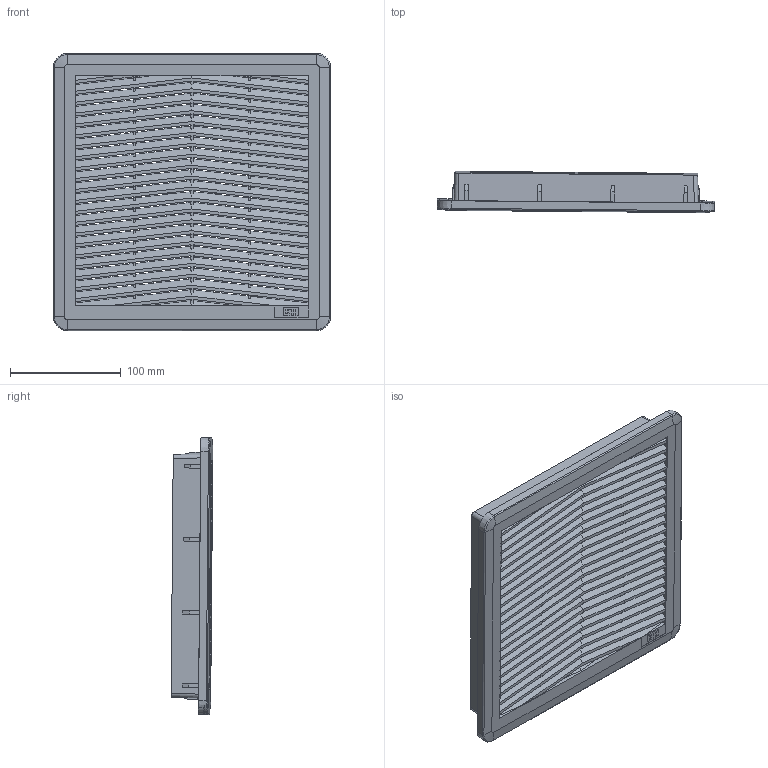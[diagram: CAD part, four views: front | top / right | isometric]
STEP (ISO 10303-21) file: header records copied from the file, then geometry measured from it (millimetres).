
FILE_DESCRIPTION((''),'2;1');
FILE_NAME('ASM0002_ASM','2024-08-23T14:29:28',('klemen.sitar'),('Audax d.o.o.'),'CREO PARAMETRIC BY PTC INC, 2021304','CREO PARAMETRIC BY PTC INC, 2021304','');
FILE_SCHEMA(('AP242_MANAGED_MODEL_BASED_3D_ENGINEERING_MIM_LF { 1 0 10303 442 1 1 4 }'));
Products named in the file (3): 001344033-3DFILE; PRT0006_1_1_1_1_1_1_2; ASM0002_ASM
Assembly tree (2 placements, depth 2):
  ASM0002_ASM
    001344033-3DFILE
    PRT0006_1_1_1_1_1_1_2
Bounding box: 250.11 x 37.67 x 250.15 mm (x, y, z)
Surface area: 286500.9 mm2 (no closed solid volume)
Topology: 0 solids, 8 shells, 936 faces, 3728 edges, 2596 vertices
Faces by surface type: plane 862, cylinder 54, torus 8, cone 8, bspline 4
Entity records: 63235 total; most frequent: CARTESIAN_POINT 14851, ORIENTED_EDGE 6528, DIRECTION 5353, PRESENTATION_STYLE_ASSIGNMENT 4667, STYLED_ITEM 4667, CURVE_STYLE 3726, EDGE_CURVE 3726, VECTOR 3345
